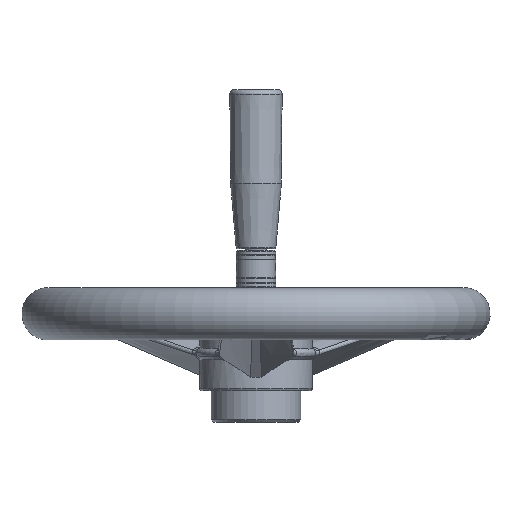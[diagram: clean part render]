
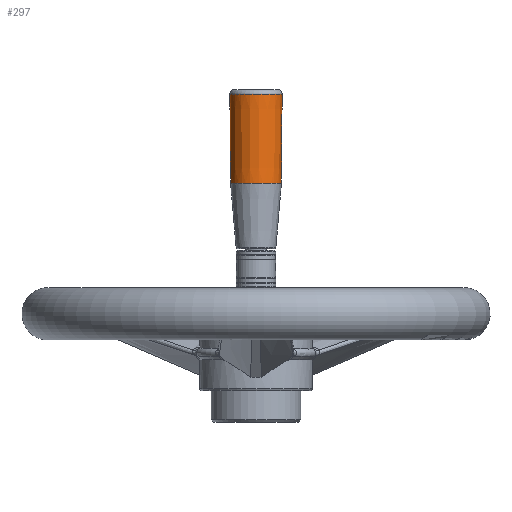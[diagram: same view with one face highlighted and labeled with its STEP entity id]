
A CAD part, front view. The second image highlights one B-rep face of the part: STEP entity #297.
In plain terms, the highlighted conical face has half-angle 0.43 degrees and reference radius 13.625 mm.
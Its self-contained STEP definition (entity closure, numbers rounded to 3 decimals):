
#297 = ADVANCED_FACE( '', ( #763, #764 ), #765, .T. );
#763 = FACE_OUTER_BOUND( '', #1882, .T. );
#764 = FACE_BOUND( '', #1883, .T. );
#765 = CONICAL_SURFACE( '', #1884, 13.625, 0.007 );
#1882 = EDGE_LOOP( '', ( #5439 ) );
#1883 = EDGE_LOOP( '', ( #5440 ) );
#1884 = AXIS2_PLACEMENT_3D( '', #5441, #5442, #5443 );
#5439 = ORIENTED_EDGE( '', *, *, #6944, .T. );
#5440 = ORIENTED_EDGE( '', *, *, #6945, .T. );
#5441 = CARTESIAN_POINT( '', ( 0., -102., 110.762 ) );
#5442 = DIRECTION( '', ( 0., 0., 1. ) );
#5443 = DIRECTION( '', ( -0.961, -0.275, 0. ) );
#6944 = EDGE_CURVE( '', #7704, #7704, #7705, .T. );
#6945 = EDGE_CURVE( '', #7706, #7706, #7707, .T. );
#7704 = VERTEX_POINT( '', #9579 );
#7705 = CIRCLE( '', #9580, 13.981 );
#7706 = VERTEX_POINT( '', #9581 );
#7707 = CIRCLE( '', #9582, 13.625 );
#9579 = CARTESIAN_POINT( '', ( 13.443, -98.158, 158.243 ) );
#9580 = AXIS2_PLACEMENT_3D( '', #12760, #12761, #12762 );
#9581 = CARTESIAN_POINT( '', ( -13.1, -105.744, 110.762 ) );
#9582 = AXIS2_PLACEMENT_3D( '', #12763, #12764, #12765 );
#12760 = CARTESIAN_POINT( '', ( 0., -102., 158.243 ) );
#12761 = DIRECTION( '', ( 0., 0., -1. ) );
#12762 = DIRECTION( '', ( 0.961, 0.275, 0. ) );
#12763 = CARTESIAN_POINT( '', ( 0., -102., 110.762 ) );
#12764 = DIRECTION( '', ( 0., 0., 1. ) );
#12765 = DIRECTION( '', ( -0.961, -0.275, 0. ) );
